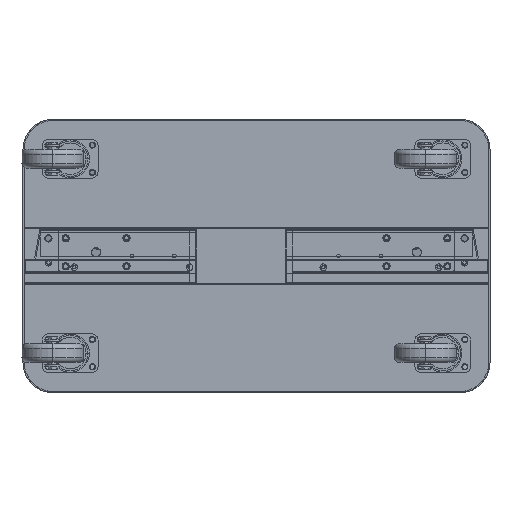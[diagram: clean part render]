
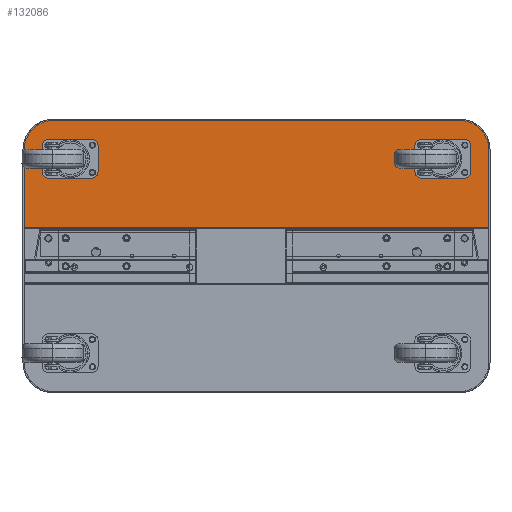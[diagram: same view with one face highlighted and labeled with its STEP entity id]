
A CAD part, top view. The second image highlights one B-rep face of the part: STEP entity #132086.
In plain terms, the highlighted face is planar.
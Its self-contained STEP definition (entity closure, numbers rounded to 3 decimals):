
#131509=DIRECTION('',(1.,0.,0.));
#131510=VECTOR('',#131509,129.85);
#131511=CARTESIAN_POINT('',(-265.304,28.776,-382.25));
#131512=LINE('',#131511,#131510);
#131615=DIRECTION('',(-1.,0.,0.));
#131616=VECTOR('',#131615,129.85);
#131617=CARTESIAN_POINT('',(-135.454,28.775,382.25));
#131618=LINE('',#131617,#131616);
#131627=DIRECTION('',(0.,0.,1.));
#131628=VECTOR('',#131627,668.5);
#131629=CARTESIAN_POINT('',(-313.304,28.775,
-334.25));
#131630=LINE('',#131629,#131628);
#131631=CARTESIAN_POINT('',(-265.304,28.776,334.25));
#131632=DIRECTION('',(0.,1.,0.));
#131633=DIRECTION('',(-1.,0.,
0.));
#131634=AXIS2_PLACEMENT_3D('',#131631,#131632,#131633);
#131636=DIRECTION('',(0.,0.,-1.));
#131637=VECTOR('',#131636,764.5);
#131638=CARTESIAN_POINT('',(-135.454,28.775,382.25));
#131639=LINE('',#131638,#131637);
#131640=CARTESIAN_POINT('',(-265.304,28.776,-334.25));
#131641=DIRECTION('',(0.,1.,0.));
#131642=DIRECTION('',(0.,0.,-1.));
#131643=AXIS2_PLACEMENT_3D('',#131640,#131641,#131642);
#131645=CARTESIAN_POINT('',(-272.725,28.775,
-343.));
#131646=DIRECTION('',(0.,-1.,0.));
#131647=DIRECTION('',(1.,0.,0.));
#131648=AXIS2_PLACEMENT_3D('',#131645,#131646,#131647);
#131650=CARTESIAN_POINT('',(-272.725,28.775,
-343.));
#131651=DIRECTION('',(0.,-1.,0.));
#131652=DIRECTION('',(-1.,0.,0.));
#131653=AXIS2_PLACEMENT_3D('',#131650,#131651,#131652);
#131655=CARTESIAN_POINT('',(-272.725,28.775,
-270.));
#131656=DIRECTION('',(0.,-1.,0.));
#131657=DIRECTION('',(1.,0.,0.));
#131658=AXIS2_PLACEMENT_3D('',#131655,#131656,#131657);
#131660=CARTESIAN_POINT('',(-272.725,28.775,
-270.));
#131661=DIRECTION('',(0.,-1.,0.));
#131662=DIRECTION('',(-1.,0.,0.));
#131663=AXIS2_PLACEMENT_3D('',#131660,#131661,#131662);
#131665=CARTESIAN_POINT('',(-227.725,28.775,-270.));
#131666=DIRECTION('',(0.,-1.,0.));
#131667=DIRECTION('',(1.,0.,0.));
#131668=AXIS2_PLACEMENT_3D('',#131665,#131666,#131667);
#131670=CARTESIAN_POINT('',(-227.725,28.775,-270.));
#131671=DIRECTION('',(0.,-1.,0.));
#131672=DIRECTION('',(-1.,0.,0.));
#131673=AXIS2_PLACEMENT_3D('',#131670,#131671,#131672);
#131675=CARTESIAN_POINT('',(-227.725,28.775,343.));
#131676=DIRECTION('',(0.,-1.,0.));
#131677=DIRECTION('',(1.,0.,0.));
#131678=AXIS2_PLACEMENT_3D('',#131675,#131676,#131677);
#131680=CARTESIAN_POINT('',(-227.725,28.775,343.));
#131681=DIRECTION('',(0.,-1.,0.));
#131682=DIRECTION('',(-1.,0.,0.));
#131683=AXIS2_PLACEMENT_3D('',#131680,#131681,#131682);
#131685=CARTESIAN_POINT('',(-227.725,28.775,270.));
#131686=DIRECTION('',(0.,-1.,0.));
#131687=DIRECTION('',(1.,0.,0.));
#131688=AXIS2_PLACEMENT_3D('',#131685,#131686,#131687);
#131690=CARTESIAN_POINT('',(-227.725,28.775,270.));
#131691=DIRECTION('',(0.,-1.,0.));
#131692=DIRECTION('',(-1.,0.,0.));
#131693=AXIS2_PLACEMENT_3D('',#131690,#131691,#131692);
#131695=CARTESIAN_POINT('',(-272.725,28.775,270.));
#131696=DIRECTION('',(0.,-1.,0.));
#131697=DIRECTION('',(1.,0.,0.));
#131698=AXIS2_PLACEMENT_3D('',#131695,#131696,#131697);
#131700=CARTESIAN_POINT('',(-272.725,28.775,270.));
#131701=DIRECTION('',(0.,-1.,0.));
#131702=DIRECTION('',(-1.,0.,0.));
#131703=AXIS2_PLACEMENT_3D('',#131700,#131701,#131702);
#131705=CARTESIAN_POINT('',(-272.725,28.775,343.));
#131706=DIRECTION('',(0.,-1.,0.));
#131707=DIRECTION('',(1.,0.,0.));
#131708=AXIS2_PLACEMENT_3D('',#131705,#131706,#131707);
#131710=CARTESIAN_POINT('',(-272.725,28.775,343.));
#131711=DIRECTION('',(0.,-1.,0.));
#131712=DIRECTION('',(-1.,0.,0.));
#131713=AXIS2_PLACEMENT_3D('',#131710,#131711,#131712);
#131715=CARTESIAN_POINT('',(-227.725,28.775,-343.));
#131716=DIRECTION('',(0.,-1.,0.));
#131717=DIRECTION('',(1.,0.,0.));
#131718=AXIS2_PLACEMENT_3D('',#131715,#131716,#131717);
#131720=CARTESIAN_POINT('',(-227.725,28.775,-343.));
#131721=DIRECTION('',(0.,-1.,0.));
#131722=DIRECTION('',(-1.,0.,0.));
#131723=AXIS2_PLACEMENT_3D('',#131720,#131721,#131722);
#131798=CARTESIAN_POINT('',(-135.454,28.775,-382.25));
#131800=VERTEX_POINT('',#131798);
#131801=CARTESIAN_POINT('',(-135.454,28.775,382.25));
#131802=VERTEX_POINT('',#131801);
#131807=CARTESIAN_POINT('',(-265.304,28.776,-382.25));
#131808=VERTEX_POINT('',#131807);
#131847=CARTESIAN_POINT('',(-313.304,28.775,
334.25));
#131848=VERTEX_POINT('',#131847);
#131849=CARTESIAN_POINT('',(-313.304,28.775,
-334.25));
#131850=VERTEX_POINT('',#131849);
#131851=CARTESIAN_POINT('',(-265.304,28.776,382.25));
#131852=VERTEX_POINT('',#131851);
#131853=CARTESIAN_POINT('',(-268.725,28.775,
-343.));
#131854=CARTESIAN_POINT('',(-276.725,28.775,
-343.));
#131855=VERTEX_POINT('',#131853);
#131856=VERTEX_POINT('',#131854);
#131857=CARTESIAN_POINT('',(-268.725,28.775,
-270.));
#131858=CARTESIAN_POINT('',(-276.725,28.775,
-270.));
#131859=VERTEX_POINT('',#131857);
#131860=VERTEX_POINT('',#131858);
#131861=CARTESIAN_POINT('',(-223.725,28.775,-270.));
#131862=CARTESIAN_POINT('',(-231.725,28.775,-270.));
#131863=VERTEX_POINT('',#131861);
#131864=VERTEX_POINT('',#131862);
#131865=CARTESIAN_POINT('',(-223.725,28.775,343.));
#131866=CARTESIAN_POINT('',(-231.725,28.775,343.));
#131867=VERTEX_POINT('',#131865);
#131868=VERTEX_POINT('',#131866);
#131869=CARTESIAN_POINT('',(-223.725,28.775,270.));
#131870=CARTESIAN_POINT('',(-231.725,28.775,270.));
#131871=VERTEX_POINT('',#131869);
#131872=VERTEX_POINT('',#131870);
#131873=CARTESIAN_POINT('',(-268.725,28.775,270.));
#131874=CARTESIAN_POINT('',(-276.725,28.775,270.));
#131875=VERTEX_POINT('',#131873);
#131876=VERTEX_POINT('',#131874);
#131877=CARTESIAN_POINT('',(-268.725,28.775,343.));
#131878=CARTESIAN_POINT('',(-276.725,28.775,343.));
#131879=VERTEX_POINT('',#131877);
#131880=VERTEX_POINT('',#131878);
#131881=CARTESIAN_POINT('',(-223.725,28.775,-343.));
#131882=CARTESIAN_POINT('',(-231.725,28.775,-343.));
#131883=VERTEX_POINT('',#131881);
#131884=VERTEX_POINT('',#131882);
#132024=CARTESIAN_POINT('',(-135.454,28.775,-403.));
#132025=DIRECTION('',(0.,1.,0.));
#132026=DIRECTION('',(-1.,0.,0.));
#132027=AXIS2_PLACEMENT_3D('',#132024,#132025,#132026);
#132028=PLANE('',#132027);
#132029=ORIENTED_EDGE('',*,*,#131990,.T.);
#132030=ORIENTED_EDGE('',*,*,#132005,.T.);
#132031=ORIENTED_EDGE('',*,*,#132016,.F.);
#132032=ORIENTED_EDGE('',*,*,#131892,.T.);
#132033=ORIENTED_EDGE('',*,*,#131910,.F.);
#132035=ORIENTED_EDGE('',*,*,#132034,.T.);
#132036=EDGE_LOOP('',(#132029,#132030,#132031,#132032,#132033,#132035));
#132037=FACE_OUTER_BOUND('',#132036,.F.);
#132039=ORIENTED_EDGE('',*,*,#132038,.T.);
#132041=ORIENTED_EDGE('',*,*,#132040,.T.);
#132042=EDGE_LOOP('',(#132039,#132041));
#132043=FACE_BOUND('',#132042,.F.);
#132045=ORIENTED_EDGE('',*,*,#132044,.T.);
#132047=ORIENTED_EDGE('',*,*,#132046,.T.);
#132048=EDGE_LOOP('',(#132045,#132047));
#132049=FACE_BOUND('',#132048,.F.);
#132051=ORIENTED_EDGE('',*,*,#132050,.T.);
#132053=ORIENTED_EDGE('',*,*,#132052,.T.);
#132054=EDGE_LOOP('',(#132051,#132053));
#132055=FACE_BOUND('',#132054,.F.);
#132057=ORIENTED_EDGE('',*,*,#132056,.T.);
#132059=ORIENTED_EDGE('',*,*,#132058,.T.);
#132060=EDGE_LOOP('',(#132057,#132059));
#132061=FACE_BOUND('',#132060,.F.);
#132063=ORIENTED_EDGE('',*,*,#132062,.T.);
#132065=ORIENTED_EDGE('',*,*,#132064,.T.);
#132066=EDGE_LOOP('',(#132063,#132065));
#132067=FACE_BOUND('',#132066,.F.);
#132069=ORIENTED_EDGE('',*,*,#132068,.T.);
#132071=ORIENTED_EDGE('',*,*,#132070,.T.);
#132072=EDGE_LOOP('',(#132069,#132071));
#132073=FACE_BOUND('',#132072,.F.);
#132075=ORIENTED_EDGE('',*,*,#132074,.T.);
#132077=ORIENTED_EDGE('',*,*,#132076,.T.);
#132078=EDGE_LOOP('',(#132075,#132077));
#132079=FACE_BOUND('',#132078,.F.);
#132081=ORIENTED_EDGE('',*,*,#132080,.T.);
#132083=ORIENTED_EDGE('',*,*,#132082,.T.);
#132084=EDGE_LOOP('',(#132081,#132083));
#132085=FACE_BOUND('',#132084,.F.);
#131635=CIRCLE('',#131634,48.);
#131644=CIRCLE('',#131643,48.);
#131649=CIRCLE('',#131648,4.);
#131654=CIRCLE('',#131653,4.);
#131659=CIRCLE('',#131658,4.);
#131664=CIRCLE('',#131663,4.);
#131669=CIRCLE('',#131668,4.);
#131674=CIRCLE('',#131673,4.);
#131679=CIRCLE('',#131678,4.);
#131684=CIRCLE('',#131683,4.);
#131689=CIRCLE('',#131688,4.);
#131694=CIRCLE('',#131693,4.);
#131699=CIRCLE('',#131698,4.);
#131704=CIRCLE('',#131703,4.);
#131709=CIRCLE('',#131708,4.);
#131714=CIRCLE('',#131713,4.);
#131719=CIRCLE('',#131718,4.);
#131724=CIRCLE('',#131723,4.);
#131892=EDGE_CURVE('',#131802,#131800,#131639,.T.);
#131910=EDGE_CURVE('',#131808,#131800,#131512,.T.);
#131990=EDGE_CURVE('',#131850,#131848,#131630,.T.);
#132005=EDGE_CURVE('',#131848,#131852,#131635,.T.);
#132016=EDGE_CURVE('',#131802,#131852,#131618,.T.);
#132034=EDGE_CURVE('',#131808,#131850,#131644,.T.);
#132038=EDGE_CURVE('',#131855,#131856,#131649,.T.);
#132040=EDGE_CURVE('',#131856,#131855,#131654,.T.);
#132044=EDGE_CURVE('',#131859,#131860,#131659,.T.);
#132046=EDGE_CURVE('',#131860,#131859,#131664,.T.);
#132050=EDGE_CURVE('',#131863,#131864,#131669,.T.);
#132052=EDGE_CURVE('',#131864,#131863,#131674,.T.);
#132056=EDGE_CURVE('',#131867,#131868,#131679,.T.);
#132058=EDGE_CURVE('',#131868,#131867,#131684,.T.);
#132062=EDGE_CURVE('',#131871,#131872,#131689,.T.);
#132064=EDGE_CURVE('',#131872,#131871,#131694,.T.);
#132068=EDGE_CURVE('',#131875,#131876,#131699,.T.);
#132070=EDGE_CURVE('',#131876,#131875,#131704,.T.);
#132074=EDGE_CURVE('',#131879,#131880,#131709,.T.);
#132076=EDGE_CURVE('',#131880,#131879,#131714,.T.);
#132080=EDGE_CURVE('',#131883,#131884,#131719,.T.);
#132082=EDGE_CURVE('',#131884,#131883,#131724,.T.);
#132086=ADVANCED_FACE('',(#132037,#132043,#132049,#132055,#132061,#132067,
#132073,#132079,#132085),#132028,.F.);
